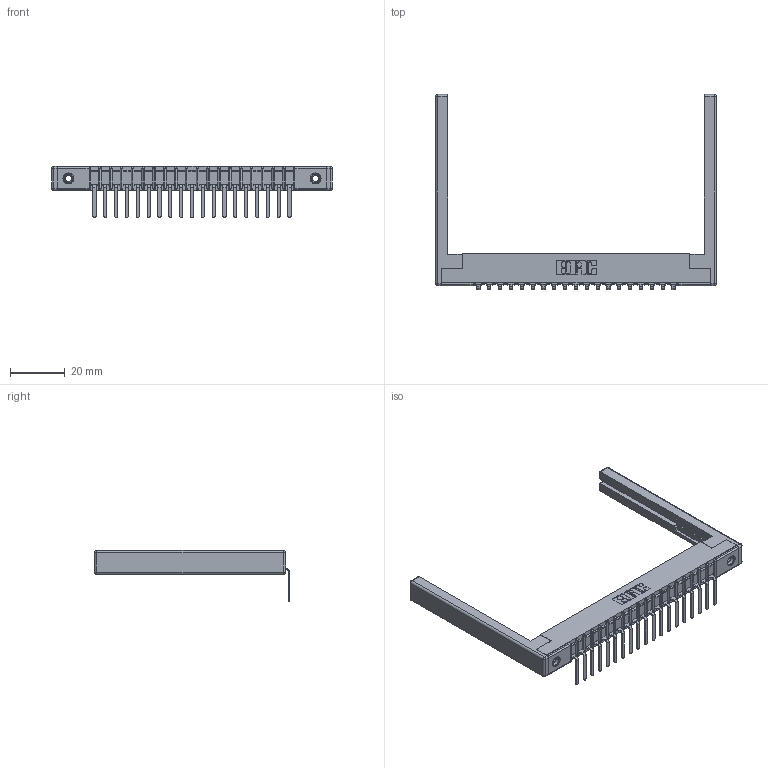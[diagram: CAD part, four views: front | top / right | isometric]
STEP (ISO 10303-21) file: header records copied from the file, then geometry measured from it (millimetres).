
FILE_DESCRIPTION (( 'STEP AP203' ), '1' );
FILE_NAME ('307-019-557-168.STEP', '2019-09-04T22:54:33', ( '' ), ( '' ), 'SwSTEP 2.0', 'SolidWorks 2016', '' );
FILE_SCHEMA (( 'CONFIG_CONTROL_DESIGN' ));
Length unit declared in the file: inch
Products named in the file (5): 307-019-557-168; 307-290-002_557; 307-220-068; 345-250-001_345-250-001-102; 307 Part_.156 Dia Mounting Holes
Assembly tree (24 placements, depth 2):
  307-019-557-168
    307 Part_.156 Dia Mounting Holes
    307-290-002_557  x19
    307-220-068  x2
    345-250-001_345-250-001-102  x2
Bounding box: 102.72 x 71.29 x 18.67 mm (x, y, z)
Volume: 11389.7 mm3; surface area: 16591.3 mm2
Topology: 24 solids, 24 shells, 1774 faces, 5349 edges, 3490 vertices
Faces by surface type: plane 1051, cylinder 659, sphere 48, cone 12, torus 4
Entity records: 22737 total; most frequent: CARTESIAN_POINT 3797, ORIENTED_EDGE 3776, DIRECTION 3718, EDGE_CURVE 1888, VECTOR 1432, LINE 1432, VERTEX_POINT 1222, AXIS2_PLACEMENT_3D 1143
